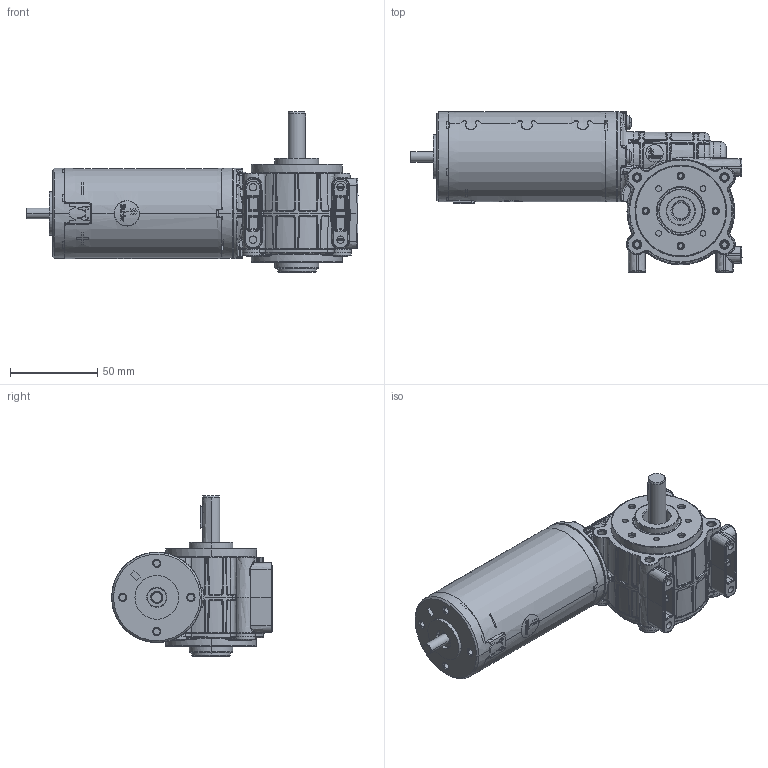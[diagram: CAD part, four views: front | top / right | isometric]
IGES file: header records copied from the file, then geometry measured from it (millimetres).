
Start section:  PTC IGES file: 161113212_huelle.igs
Global section: file name: 161113212_huelle.igs; native system: Creo Parametric by PTC Inc.; preprocessor: 2016260; author: JWETZSTEIN; organization: Unknown; date: 20170905.094717; units: millimetre
Bounding box: 189.8 x 91.8 x 91.5 mm (x, y, z)
Volume: 424915 mm3; surface area: 55019 mm2
Topology: 1 solids, 1 shells, 2507 faces, 6182 edges, 3761 vertices
Faces by surface type: bspline 1276, revolution 1190, extrusion 41
